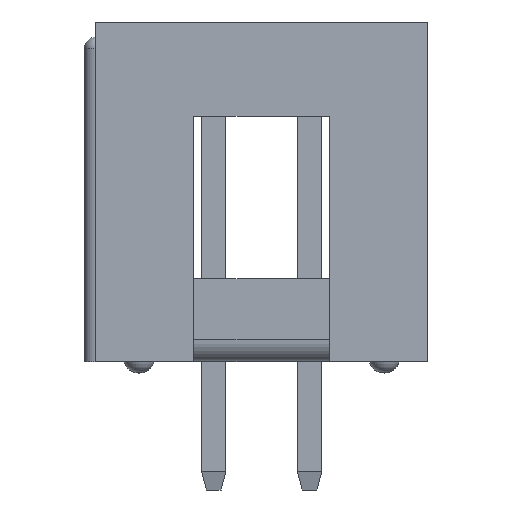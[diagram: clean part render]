
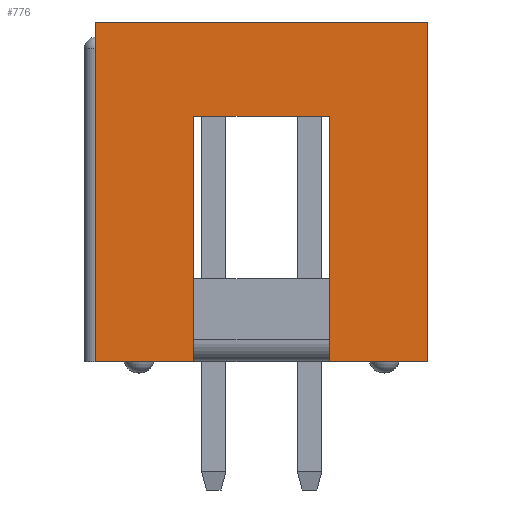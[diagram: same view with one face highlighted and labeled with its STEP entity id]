
A CAD part, left-side view. The second image highlights one B-rep face of the part: STEP entity #776.
In plain terms, the highlighted planar face has unit normal (-1, 0, 0).
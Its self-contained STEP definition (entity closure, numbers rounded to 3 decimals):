
#776=ADVANCED_FACE('',(#4449),#4451,.T.);
#4449=FACE_BOUND('',#4450,.T.);
#4450=EDGE_LOOP('',(#7280,#7281,#7282,#7283,#7284,#7285,#7286,#7287));
#4451=PLANE('',#4452);
#4452=AXIS2_PLACEMENT_3D('',#4453,#4454,#4455);
#4453=CARTESIAN_POINT('',(-14.11,4.4,0.3));
#4454=DIRECTION('',(-1.,0.,0.));
#4455=DIRECTION('',(0.,-1.,0.));
#7280=ORIENTED_EDGE('',*,*,#8942,.T.);
#7281=ORIENTED_EDGE('',*,*,#8943,.T.);
#7282=ORIENTED_EDGE('',*,*,#8944,.T.);
#7283=ORIENTED_EDGE('',*,*,#8746,.T.);
#7284=ORIENTED_EDGE('',*,*,#8945,.T.);
#7285=ORIENTED_EDGE('',*,*,#8946,.F.);
#7286=ORIENTED_EDGE('',*,*,#8947,.F.);
#7287=ORIENTED_EDGE('',*,*,#8732,.T.);
#8732=EDGE_CURVE('',#9627,#9625,#9628,.T.);
#8746=EDGE_CURVE('',#9655,#9653,#9656,.T.);
#8942=EDGE_CURVE('',#9625,#9984,#9986,.F.);
#8943=EDGE_CURVE('',#9984,#9987,#9988,.F.);
#8944=EDGE_CURVE('',#9987,#9655,#9989,.F.);
#8945=EDGE_CURVE('',#9653,#9990,#9991,.T.);
#8946=EDGE_CURVE('',#9992,#9990,#9993,.T.);
#8947=EDGE_CURVE('',#9627,#9992,#9994,.T.);
#9625=VERTEX_POINT('',#11052);
#9627=VERTEX_POINT('',#11056);
#9628=LINE('',#11057,#11058);
#9653=VERTEX_POINT('',#11111);
#9655=VERTEX_POINT('',#11115);
#9656=LINE('',#11116,#11117);
#9984=VERTEX_POINT('',#11841);
#9986=LINE('',#11845,#11846);
#9987=VERTEX_POINT('',#11848);
#9988=LINE('',#11849,#11850);
#9989=LINE('',#11852,#11853);
#9990=VERTEX_POINT('',#11855);
#9991=LINE('',#11856,#11857);
#9992=VERTEX_POINT('',#11859);
#9993=LINE('',#11860,#11861);
#9994=LINE('',#11863,#11864);
#11052=CARTESIAN_POINT('',(-14.11,1.8,0.3));
#11056=CARTESIAN_POINT('',(-14.11,4.4,0.3));
#11057=CARTESIAN_POINT('',(-14.11,4.4,0.3));
#11058=VECTOR('',#11059,1.);
#11059=DIRECTION('',(0.,-1.,0.));
#11111=CARTESIAN_POINT('',(-14.11,-4.4,0.3));
#11115=CARTESIAN_POINT('',(-14.11,-1.8,0.3));
#11116=CARTESIAN_POINT('',(-14.11,-1.8,0.3));
#11117=VECTOR('',#11118,1.);
#11118=DIRECTION('',(0.,-1.,0.));
#11841=CARTESIAN_POINT('',(-14.11,1.8,6.8));
#11845=CARTESIAN_POINT('',(-14.11,1.8,6.8));
#11846=VECTOR('',#11847,1.);
#11847=DIRECTION('',(0.,0.,-1.));
#11848=CARTESIAN_POINT('',(-14.11,-1.8,6.8));
#11849=CARTESIAN_POINT('',(-14.11,-1.8,6.8));
#11850=VECTOR('',#11851,1.);
#11851=DIRECTION('',(0.,1.,0.));
#11852=CARTESIAN_POINT('',(-14.11,-1.8,0.3));
#11853=VECTOR('',#11854,1.);
#11854=DIRECTION('',(0.,0.,1.));
#11855=CARTESIAN_POINT('',(-14.11,-4.4,9.3));
#11856=CARTESIAN_POINT('',(-14.11,-4.4,0.3));
#11857=VECTOR('',#11858,1.);
#11858=DIRECTION('',(0.,0.,1.));
#11859=CARTESIAN_POINT('',(-14.11,4.4,9.3));
#11860=CARTESIAN_POINT('',(-14.11,4.4,9.3));
#11861=VECTOR('',#11862,1.);
#11862=DIRECTION('',(0.,-1.,0.));
#11863=CARTESIAN_POINT('',(-14.11,4.4,0.3));
#11864=VECTOR('',#11865,1.);
#11865=DIRECTION('',(0.,0.,1.));
